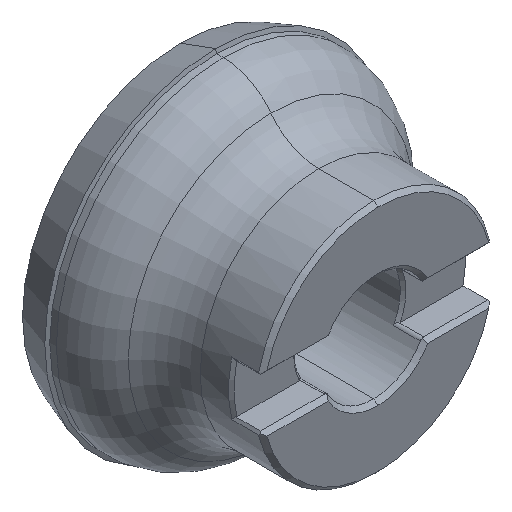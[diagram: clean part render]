
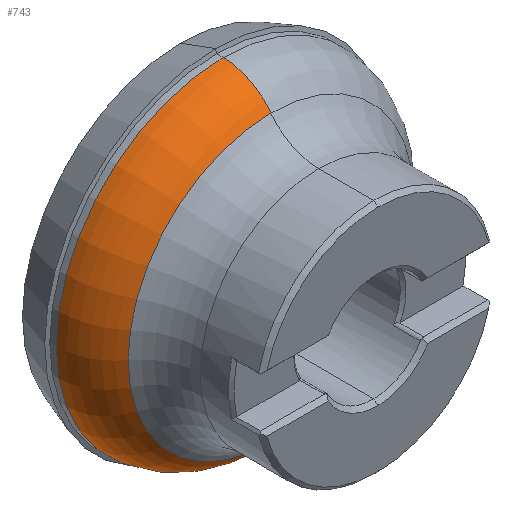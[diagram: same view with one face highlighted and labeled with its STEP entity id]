
A CAD part, isometric view. The second image highlights one B-rep face of the part: STEP entity #743.
In plain terms, the highlighted toroidal (fillet/blend) face has major radius 27.256 mm and minor radius 15 mm.
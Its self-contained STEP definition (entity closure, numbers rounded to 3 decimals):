
#19 = CIRCLE ( 'NONE', #1083, 15. ) ;
#65 = CARTESIAN_POINT ( 'NONE',  ( 0., 39.19, 27.256 ) ) ;
#76 = ORIENTED_EDGE ( 'NONE', *, *, #608, .F. ) ;
#88 = DIRECTION ( 'NONE',  ( 0., 0., 1. ) ) ;
#94 = CARTESIAN_POINT ( 'NONE',  ( 0., 39.19, -27.256 ) ) ;
#98 = ORIENTED_EDGE ( 'NONE', *, *, #160, .T. ) ;
#106 = CARTESIAN_POINT ( 'NONE',  ( 0., 39.19, 0. ) ) ;
#152 = CIRCLE ( 'NONE', #1482, 15. ) ;
#156 = VERTEX_POINT ( 'NONE', #1479 ) ;
#160 = EDGE_CURVE ( 'NONE', #898, #1615, #494, .T. ) ;
#181 = CARTESIAN_POINT ( 'NONE',  ( 0., 27.095, 36.128 ) ) ;
#227 = AXIS2_PLACEMENT_3D ( 'NONE', #1800, #323, #330 ) ;
#323 = DIRECTION ( 'NONE',  ( 0., -1., 0. ) ) ;
#330 = DIRECTION ( 'NONE',  ( 0., 0., -1. ) ) ;
#354 = CARTESIAN_POINT ( 'NONE',  ( 0., 27.095, 0. ) ) ;
#454 = AXIS2_PLACEMENT_3D ( 'NONE', #354, #1653, #1646 ) ;
#494 = CIRCLE ( 'NONE', #227, 42.256 ) ;
#509 = FACE_OUTER_BOUND ( 'NONE', #1048, .T. ) ;
#571 = CARTESIAN_POINT ( 'NONE',  ( 0., 39.19, -42.256 ) ) ;
#608 = EDGE_CURVE ( 'NONE', #1402, #156, #615, .T. ) ;
#615 = CIRCLE ( 'NONE', #454, 36.128 ) ;
#711 = DIRECTION ( 'NONE',  ( 0., -1., 0. ) ) ;
#743 = ADVANCED_FACE ( 'NONE', ( #509 ), #1665, .T. ) ;
#791 = DIRECTION ( 'NONE',  ( 0., 0., -1. ) ) ;
#898 = VERTEX_POINT ( 'NONE', #1798 ) ;
#941 = DIRECTION ( 'NONE',  ( 1., 0., 0. ) ) ;
#957 = DIRECTION ( 'NONE',  ( -1., 0., 0. ) ) ;
#969 = DIRECTION ( 'NONE',  ( 0., 0., -1. ) ) ;
#1048 = EDGE_LOOP ( 'NONE', ( #1761, #98, #1897, #76 ) ) ;
#1083 = AXIS2_PLACEMENT_3D ( 'NONE', #94, #957, #88 ) ;
#1115 = EDGE_CURVE ( 'NONE', #898, #1402, #152, .T. ) ;
#1239 = EDGE_CURVE ( 'NONE', #1615, #156, #19, .T. ) ;
#1402 = VERTEX_POINT ( 'NONE', #181 ) ;
#1479 = CARTESIAN_POINT ( 'NONE',  ( 0., 27.095, -36.128 ) ) ;
#1482 = AXIS2_PLACEMENT_3D ( 'NONE', #65, #941, #791 ) ;
#1549 = AXIS2_PLACEMENT_3D ( 'NONE', #106, #711, #969 ) ;
#1615 = VERTEX_POINT ( 'NONE', #571 ) ;
#1646 = DIRECTION ( 'NONE',  ( 0., 0., -1. ) ) ;
#1653 = DIRECTION ( 'NONE',  ( 0., -1., 0. ) ) ;
#1665 = TOROIDAL_SURFACE ( 'NONE', #1549, 27.256, 15. ) ;
#1761 = ORIENTED_EDGE ( 'NONE', *, *, #1115, .F. ) ;
#1798 = CARTESIAN_POINT ( 'NONE',  ( 0., 39.19, 42.256 ) ) ;
#1800 = CARTESIAN_POINT ( 'NONE',  ( 0., 39.19, 0. ) ) ;
#1897 = ORIENTED_EDGE ( 'NONE', *, *, #1239, .T. ) ;
